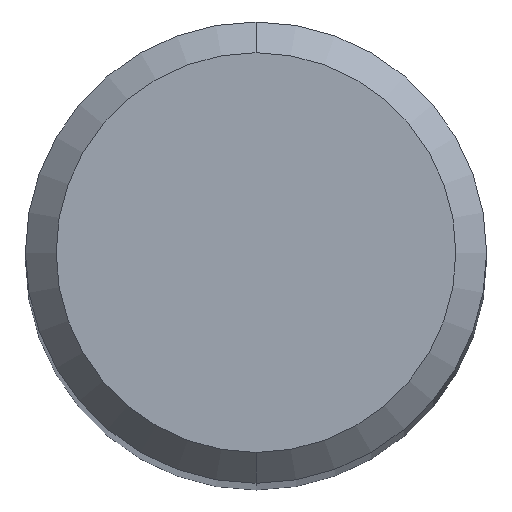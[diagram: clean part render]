
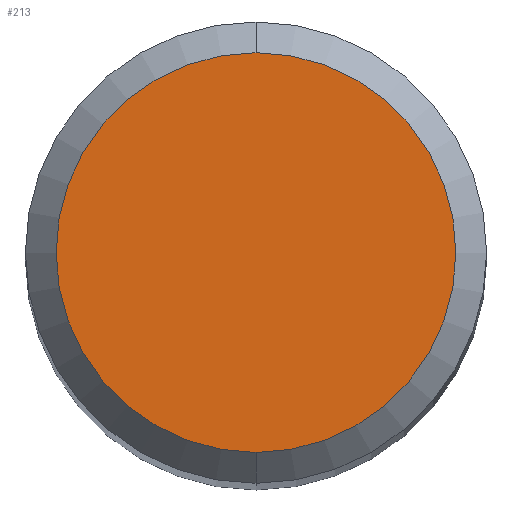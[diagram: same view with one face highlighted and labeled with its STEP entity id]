
A CAD part, top view. The second image highlights one B-rep face of the part: STEP entity #213.
In plain terms, the highlighted planar face has unit normal (0, 0, 1).
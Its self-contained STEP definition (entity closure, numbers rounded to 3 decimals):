
#107=EDGE_CURVE('',#187,#161,#259,.T.);
#113=EDGE_CURVE('',#161,#187,#265,.T.);
#161=VERTEX_POINT('',#318);
#187=VERTEX_POINT('',#345);
#213=ADVANCED_FACE('',(#373),#374,.T.);
#259=CIRCLE('',#422,2.6);
#265=CIRCLE('',#431,2.6);
#318=CARTESIAN_POINT('',(0.0,2.6,0.0));
#345=CARTESIAN_POINT('',(0.,-2.6,0.0));
#373=FACE_OUTER_BOUND('',#576,.T.);
#374=PLANE('',#577);
#422=AXIS2_PLACEMENT_3D('',#610,#611,#612);
#431=AXIS2_PLACEMENT_3D('',#614,#615,#616);
#576=EDGE_LOOP('',(#733,#734));
#577=AXIS2_PLACEMENT_3D('',#735,#736,#737);
#610=CARTESIAN_POINT('',(0.0,0.0,0.0));
#611=DIRECTION('',(0.0,0.0,-1.0));
#612=DIRECTION('',(0.0,1.0,0.0));
#614=CARTESIAN_POINT('',(0.0,0.0,0.0));
#615=DIRECTION('',(0.0,0.0,-1.0));
#616=DIRECTION('',(0.0,1.0,0.0));
#733=ORIENTED_EDGE('',*,*,#113,.F.);
#734=ORIENTED_EDGE('',*,*,#107,.F.);
#735=CARTESIAN_POINT('',(0.0,1.3,0.0));
#736=DIRECTION('',(-0.0,0.0,1.0));
#737=DIRECTION('',(0.0,-1.0,0.0));
